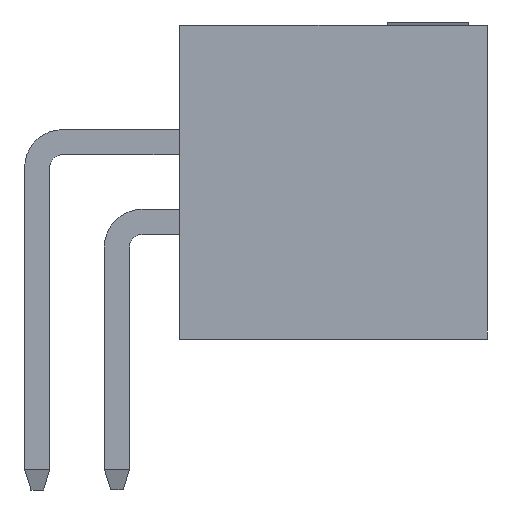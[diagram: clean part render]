
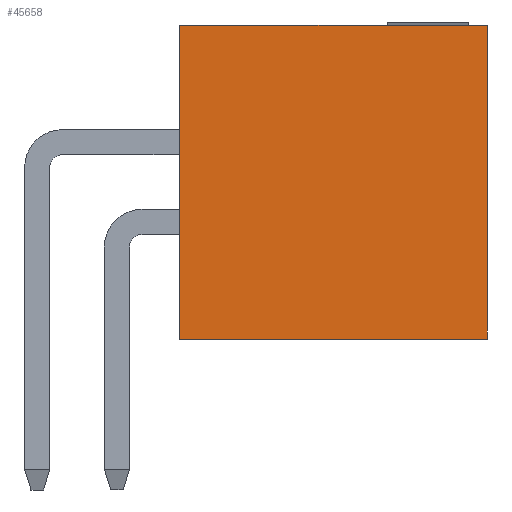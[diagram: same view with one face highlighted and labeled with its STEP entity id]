
A CAD part, front view. The second image highlights one B-rep face of the part: STEP entity #45658.
In plain terms, the highlighted face is planar.
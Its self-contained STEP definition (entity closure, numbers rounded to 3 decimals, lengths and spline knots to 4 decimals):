
#1991=ORIENTED_EDGE('',*,*,#10913,.F.);
#1992=ORIENTED_EDGE('',*,*,#10914,.F.);
#1993=ORIENTED_EDGE('',*,*,#10915,.T.);
#1994=ORIENTED_EDGE('',*,*,#10916,.T.);
#10913=EDGE_CURVE('',#15356,#15357,#18565,.T.);
#10914=EDGE_CURVE('',#15358,#15356,#18566,.T.);
#10915=EDGE_CURVE('',#15358,#15359,#18567,.T.);
#10916=EDGE_CURVE('',#15359,#15357,#18568,.T.);
#15356=VERTEX_POINT('',#60242);
#15357=VERTEX_POINT('',#60243);
#15358=VERTEX_POINT('',#60245);
#15359=VERTEX_POINT('',#60247);
#18565=LINE('',#60241,#23061);
#18566=LINE('',#60244,#23062);
#18567=LINE('',#60246,#23063);
#18568=LINE('',#60248,#23064);
#23061=VECTOR('',#51057,1000.);
#23062=VECTOR('',#51058,1000.);
#23063=VECTOR('',#51059,1000.);
#23064=VECTOR('',#51060,1000.);
#26824=EDGE_LOOP('',(#1991,#1992,#1993,#1994));
#28768=FACE_BOUND('',#26824,.T.);
#30712=PLANE('',#47548);
#45658=ADVANCED_FACE('',(#28768),#30712,.T.);
#47548=AXIS2_PLACEMENT_3D('',#60240,#51055,#51056);
#51055=DIRECTION('',(1.,0.,0.));
#51056=DIRECTION('',(0.,0.,-1.));
#51057=DIRECTION('',(0.,0.,-1.));
#51058=DIRECTION('',(0.,1.,0.));
#51059=DIRECTION('',(0.,0.,-1.));
#51060=DIRECTION('',(0.,1.,0.));
#60240=CARTESIAN_POINT('',(22.225,-2.5,2.45));
#60241=CARTESIAN_POINT('',(22.225,2.5,2.45));
#60242=CARTESIAN_POINT('',(22.225,2.5,2.45));
#60243=CARTESIAN_POINT('',(22.225,2.5,-2.45));
#60244=CARTESIAN_POINT('',(22.225,-2.5,2.45));
#60245=CARTESIAN_POINT('',(22.225,-2.5,2.45));
#60246=CARTESIAN_POINT('',(22.225,-2.5,2.45));
#60247=CARTESIAN_POINT('',(22.225,-2.5,-2.45));
#60248=CARTESIAN_POINT('',(22.225,-2.5,-2.45));
